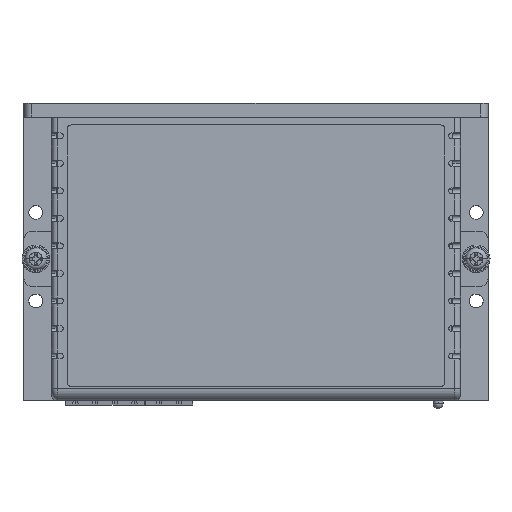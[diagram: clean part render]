
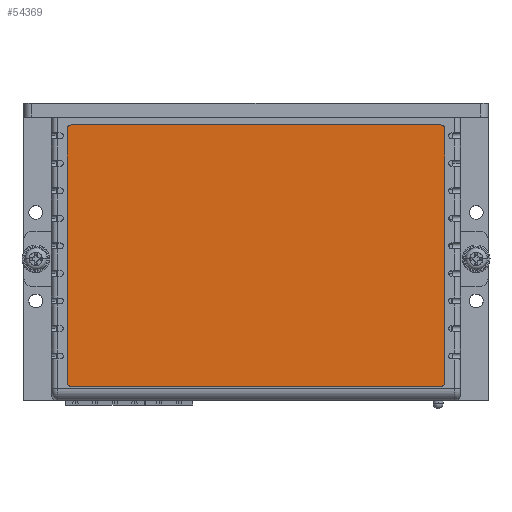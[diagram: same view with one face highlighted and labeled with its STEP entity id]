
A CAD part, top view. The second image highlights one B-rep face of the part: STEP entity #54369.
In plain terms, the highlighted planar face has unit normal (0, 0, 1).
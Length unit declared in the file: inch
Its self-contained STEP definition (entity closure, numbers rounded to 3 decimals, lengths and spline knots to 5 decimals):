
#258 = VERTEX_POINT ( 'NONE', #24186 ) ;
#621 = CARTESIAN_POINT ( 'NONE',  ( -1.96535, 0.08543, 0.85827 ) ) ;
#2219 = DIRECTION ( 'NONE',  ( 0., -1., 0. ) ) ;
#3170 = DIRECTION ( 'NONE',  ( 1., 0., 0. ) ) ;
#4186 = DIRECTION ( 'NONE',  ( 0., 0., 1. ) ) ;
#5073 = CARTESIAN_POINT ( 'NONE',  ( -1.85039, 2.75591, 0.85827 ) ) ;
#7325 = EDGE_CURVE ( 'NONE', #30699, #38731, #57675, .T. ) ;
#8111 = EDGE_CURVE ( 'NONE', #53445, #16909, #34078, .T. ) ;
#8585 = DIRECTION ( 'NONE',  ( -1., 0., 0. ) ) ;
#9322 = VECTOR ( 'NONE', #45450, 39.37008 ) ;
#10489 = AXIS2_PLACEMENT_3D ( 'NONE', #69117, #4186, #58001 ) ;
#10581 = AXIS2_PLACEMENT_3D ( 'NONE', #39814, #66219, #45011 ) ;
#10851 = CARTESIAN_POINT ( 'NONE',  ( 1.85039, 0.17717, 0.85827 ) ) ;
#11963 = CARTESIAN_POINT ( 'NONE',  ( 1.88976, 2.71654, 0.85827 ) ) ;
#12669 = ORIENTED_EDGE ( 'NONE', *, *, #38263, .T. ) ;
#14334 = LINE ( 'NONE', #66178, #15229 ) ;
#14442 = ORIENTED_EDGE ( 'NONE', *, *, #23344, .T. ) ;
#14533 = VERTEX_POINT ( 'NONE', #5073 ) ;
#15229 = VECTOR ( 'NONE', #2219, 39.37008 ) ;
#16909 = VERTEX_POINT ( 'NONE', #25223 ) ;
#17947 = CARTESIAN_POINT ( 'NONE',  ( 1.88976, 0.12638, 0.85827 ) ) ;
#19692 = CIRCLE ( 'NONE', #48368, 0.03937 ) ;
#19953 = CARTESIAN_POINT ( 'NONE',  ( -1.88976, 0.17717, 0.85827 ) ) ;
#20027 = DIRECTION ( 'NONE',  ( 0., 0., 1. ) ) ;
#20095 = CARTESIAN_POINT ( 'NONE',  ( -1.88976, 2.71654, 0.85827 ) ) ;
#23342 = LINE ( 'NONE', #46623, #45194 ) ;
#23344 = EDGE_CURVE ( 'NONE', #51444, #53445, #53927, .T. ) ;
#24186 = CARTESIAN_POINT ( 'NONE',  ( 1.85039, 0.1378, 0.85827 ) ) ;
#24660 = ORIENTED_EDGE ( 'NONE', *, *, #8111, .T. ) ;
#24937 = ORIENTED_EDGE ( 'NONE', *, *, #57062, .T. ) ;
#25223 = CARTESIAN_POINT ( 'NONE',  ( 1.85039, 2.75591, 0.85827 ) ) ;
#26638 = DIRECTION ( 'NONE',  ( -1., 0., 0. ) ) ;
#28581 = EDGE_CURVE ( 'NONE', #14533, #31359, #44123, .T. ) ;
#29275 = CARTESIAN_POINT ( 'NONE',  ( 1.92441, 2.75591, 0.85827 ) ) ;
#30699 = VERTEX_POINT ( 'NONE', #19953 ) ;
#31359 = VERTEX_POINT ( 'NONE', #20095 ) ;
#34078 = CIRCLE ( 'NONE', #40223, 0.03937 ) ;
#35231 = CARTESIAN_POINT ( 'NONE',  ( -1.85039, 0.1378, 0.85827 ) ) ;
#36789 = ORIENTED_EDGE ( 'NONE', *, *, #7325, .T. ) ;
#38263 = EDGE_CURVE ( 'NONE', #38731, #258, #23342, .T. ) ;
#38607 = VECTOR ( 'NONE', #8585, 39.37008 ) ;
#38731 = VERTEX_POINT ( 'NONE', #35231 ) ;
#39814 = CARTESIAN_POINT ( 'NONE',  ( -1.85039, 2.71654, 0.85827 ) ) ;
#40131 = EDGE_CURVE ( 'NONE', #258, #51444, #19692, .T. ) ;
#40223 = AXIS2_PLACEMENT_3D ( 'NONE', #63827, #20027, #69261 ) ;
#41991 = PLANE ( 'NONE',  #59529 ) ;
#42025 = LINE ( 'NONE', #29275, #38607 ) ;
#43361 = DIRECTION ( 'NONE',  ( 1., 0., 0. ) ) ;
#43399 = EDGE_LOOP ( 'NONE', ( #54676, #14442, #24660, #24937, #50947, #43753, #36789, #12669 ) ) ;
#43753 = ORIENTED_EDGE ( 'NONE', *, *, #52948, .T. ) ;
#44123 = CIRCLE ( 'NONE', #10581, 0.03937 ) ;
#45011 = DIRECTION ( 'NONE',  ( -1., 0., 0. ) ) ;
#45194 = VECTOR ( 'NONE', #3170, 39.37008 ) ;
#45450 = DIRECTION ( 'NONE',  ( 0., 1., 0. ) ) ;
#46623 = CARTESIAN_POINT ( 'NONE',  ( -1.92441, 0.1378, 0.85827 ) ) ;
#48368 = AXIS2_PLACEMENT_3D ( 'NONE', #10851, #58867, #26638 ) ;
#48761 = DIRECTION ( 'NONE',  ( 0., 0., 1. ) ) ;
#50947 = ORIENTED_EDGE ( 'NONE', *, *, #28581, .T. ) ;
#51444 = VERTEX_POINT ( 'NONE', #52224 ) ;
#52224 = CARTESIAN_POINT ( 'NONE',  ( 1.88976, 0.17717, 0.85827 ) ) ;
#52948 = EDGE_CURVE ( 'NONE', #31359, #30699, #14334, .T. ) ;
#53445 = VERTEX_POINT ( 'NONE', #11963 ) ;
#53708 = FACE_OUTER_BOUND ( 'NONE', #43399, .T. ) ;
#53927 = LINE ( 'NONE', #17947, #9322 ) ;
#54369 = ADVANCED_FACE ( 'NONE', ( #53708 ), #41991, .T. ) ;
#54676 = ORIENTED_EDGE ( 'NONE', *, *, #40131, .T. ) ;
#57062 = EDGE_CURVE ( 'NONE', #16909, #14533, #42025, .T. ) ;
#57675 = CIRCLE ( 'NONE', #10489, 0.03937 ) ;
#58001 = DIRECTION ( 'NONE',  ( -1., 0., 0. ) ) ;
#58867 = DIRECTION ( 'NONE',  ( 0., 0., 1. ) ) ;
#59529 = AXIS2_PLACEMENT_3D ( 'NONE', #621, #48761, #43361 ) ;
#63827 = CARTESIAN_POINT ( 'NONE',  ( 1.85039, 2.71654, 0.85827 ) ) ;
#66178 = CARTESIAN_POINT ( 'NONE',  ( -1.88976, 2.76732, 0.85827 ) ) ;
#66219 = DIRECTION ( 'NONE',  ( 0., 0., 1. ) ) ;
#69117 = CARTESIAN_POINT ( 'NONE',  ( -1.85039, 0.17717, 0.85827 ) ) ;
#69261 = DIRECTION ( 'NONE',  ( -1., 0., 0. ) ) ;
